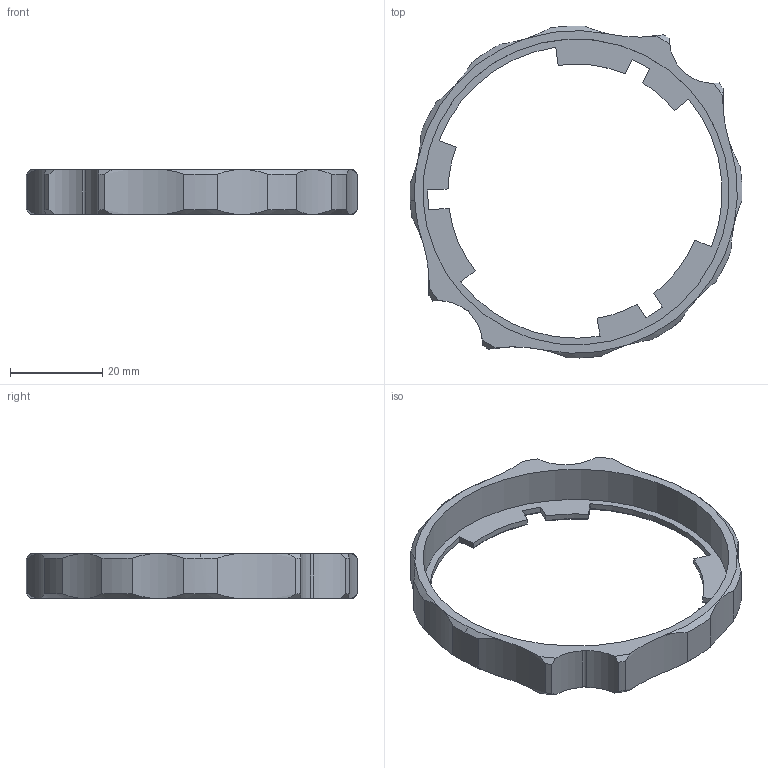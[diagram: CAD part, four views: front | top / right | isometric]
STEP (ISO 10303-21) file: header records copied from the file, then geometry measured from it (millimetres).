
FILE_DESCRIPTION(('HOOPS Exchange Step'),'2;1');
FILE_NAME('temp_export','2023-06-13T19:31:59-04:00',('gmoua'),('Shapr3D Limited'),'HOOPS Exchange 2022.2','Shapr3D','Authorized');
FILE_SCHEMA( ('AUTOMOTIVE_DESIGN { 1 0 10303 214 1 1 1 1 }') );
Length unit declared in the file: millimetre
Products named in the file (1): Z Mount Lock Ring
Bounding box: 71.99 x 71.99 x 9.75 mm (x, y, z)
Volume: 6625.9 mm3; surface area: 6594.3 mm2
Topology: 1 solids, 1 shells, 105 faces, 269 edges, 167 vertices
Faces by surface type: cylinder 37, cone 35, plane 33
Full cylindrical faces by diameter (mm): 66.4 x1
Entity records: 3430 total; most frequent: CARTESIAN_POINT 872, ORIENTED_EDGE 538, DIRECTION 513, EDGE_CURVE 269, AXIS2_PLACEMENT_3D 204, VERTEX_POINT 167, EDGE_LOOP 108, FACE_BOUND 108
